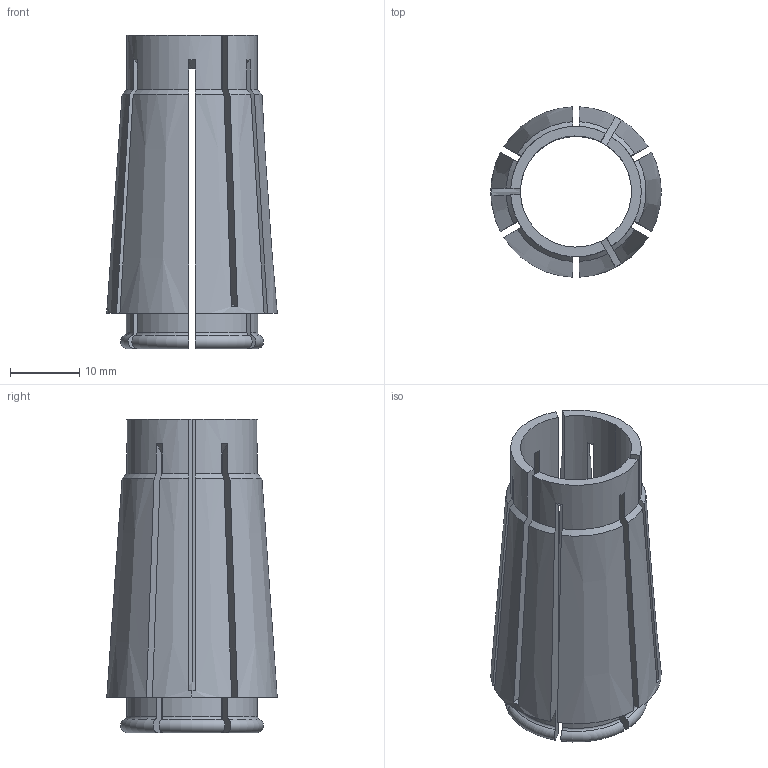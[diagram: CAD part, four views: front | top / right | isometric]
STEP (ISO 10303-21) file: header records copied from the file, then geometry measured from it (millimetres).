
FILE_DESCRIPTION (( 'STEP AP203' ), '1' );
FILE_NAME ('STP-251.790.16-16.STEP', '2019-12-13T03:49:01', ( '' ), ( '' ), 'SwSTEP 2.0', 'SolidWorks 2017', '' );
FILE_SCHEMA (( 'CONFIG_CONTROL_DESIGN' ));
Length unit declared in the file: millimetre
Products named in the file (1): STP-251.790.16-16
Bounding box: 24.56 x 24.54 x 45.1 mm (x, y, z)
Volume: 6211.8 mm3; surface area: 6998.7 mm2
Topology: 1 solids, 1 shells, 85 faces, 253 edges, 168 vertices
Faces by surface type: plane 33, cylinder 22, cone 16, torus 14
Entity records: 3216 total; most frequent: CARTESIAN_POINT 921, ORIENTED_EDGE 506, DIRECTION 435, EDGE_CURVE 253, AXIS2_PLACEMENT_3D 176, VERTEX_POINT 168, CIRCLE 90, FACE_OUTER_BOUND 85
